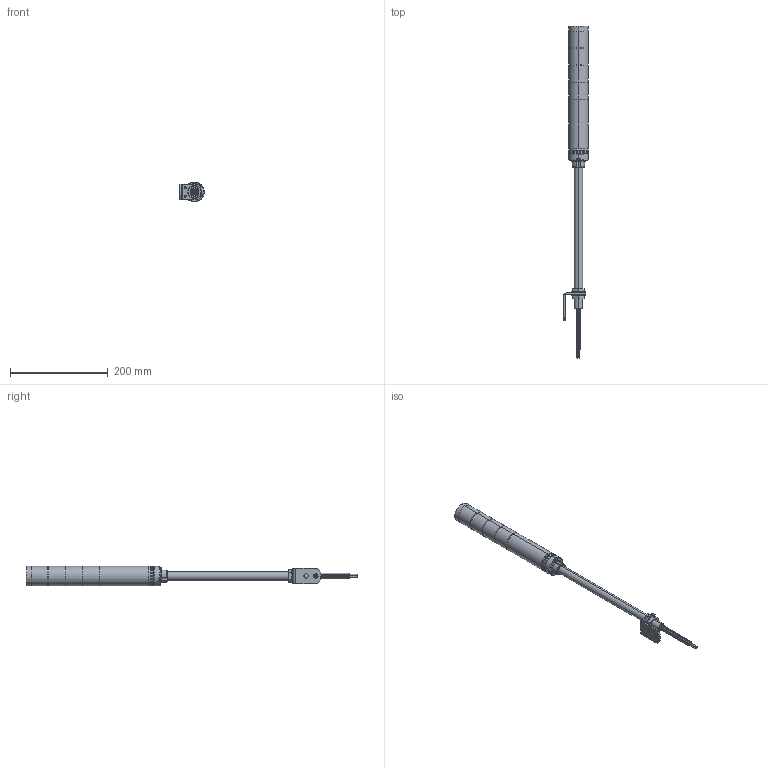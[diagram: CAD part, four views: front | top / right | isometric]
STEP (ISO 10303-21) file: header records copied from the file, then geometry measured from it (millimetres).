
FILE_DESCRIPTION (( 'STEP AP214' ), '1' );
FILE_NAME ('LCE-402-RYGB.step', '2016-10-25T14:44:28', ( '' ), ( '' ), 'SwSTEP 2.0', 'SolidWorks 2016', '' );
FILE_SCHEMA (( 'AUTOMOTIVE_DESIGN' ));
Length unit declared in the file: millimetre
Products named in the file (1): LCE-402-RYGB
Bounding box: 50 x 681 x 40 mm (x, y, z)
Volume: 404526.4 mm3; surface area: 136157.5 mm2
Topology: 36 solids, 36 shells, 389 faces, 906 edges, 589 vertices
Faces by surface type: plane 247, cylinder 122, cone 8, torus 6, bspline 6
Entity records: 11841 total; most frequent: CARTESIAN_POINT 2111, DIRECTION 1976, ORIENTED_EDGE 1800, EDGE_CURVE 900, AXIS2_PLACEMENT_3D 716, VERTEX_POINT 589, LINE 544, VECTOR 544
